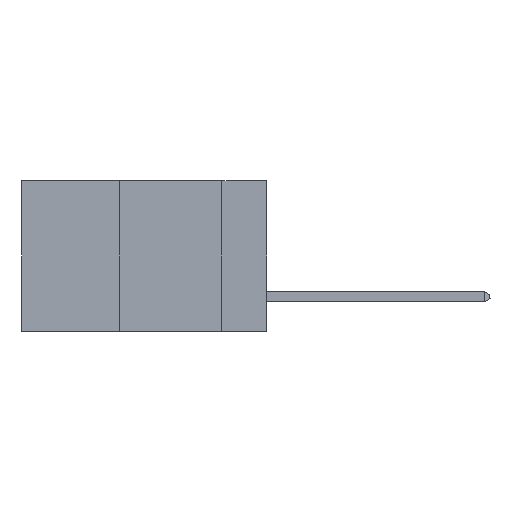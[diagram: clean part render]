
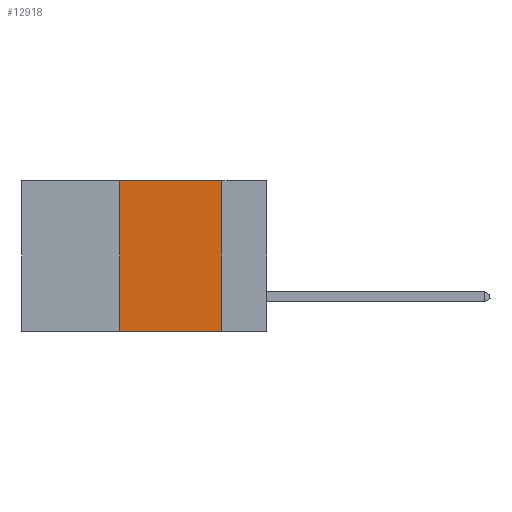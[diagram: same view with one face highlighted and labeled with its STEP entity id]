
A CAD part, left-side view. The second image highlights one B-rep face of the part: STEP entity #12918.
In plain terms, the highlighted planar face has unit normal (-1, 0, 0).
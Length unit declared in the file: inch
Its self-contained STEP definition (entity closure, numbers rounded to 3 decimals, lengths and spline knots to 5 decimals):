
#3 = CARTESIAN_POINT ( 'NONE',  ( 0., 0.36, 0. ) ) ;
#29 = CARTESIAN_POINT ( 'NONE',  ( 0., 0.6, 0. ) ) ;
#290 = DIRECTION ( 'NONE',  ( 0., -1., 0. ) ) ;
#429 = CARTESIAN_POINT ( 'NONE',  ( 0., 0.6, 0. ) ) ;
#813 = EDGE_CURVE ( 'NONE', #4418, #12221, #7159, .T. ) ;
#1712 = DIRECTION ( 'NONE',  ( 0., 0., -1. ) ) ;
#1863 = DIRECTION ( 'NONE',  ( 0., 0., -1. ) ) ;
#2239 = FACE_OUTER_BOUND ( 'NONE', #2849, .T. ) ;
#2538 = LINE ( 'NONE', #14556, #12191 ) ;
#2849 = EDGE_LOOP ( 'NONE', ( #7724, #3297, #13095, #13614 ) ) ;
#2975 = EDGE_CURVE ( 'NONE', #5937, #10468, #9668, .T. ) ;
#3175 = EDGE_CURVE ( 'NONE', #10468, #12221, #2538, .T. ) ;
#3297 = ORIENTED_EDGE ( 'NONE', *, *, #2975, .F. ) ;
#3841 = CARTESIAN_POINT ( 'NONE',  ( 0., 0.36, 0. ) ) ;
#4418 = VERTEX_POINT ( 'NONE', #15039 ) ;
#5937 = VERTEX_POINT ( 'NONE', #3841 ) ;
#5976 = VECTOR ( 'NONE', #10980, 39.37008 ) ;
#7159 = LINE ( 'NONE', #15909, #5976 ) ;
#7724 = ORIENTED_EDGE ( 'NONE', *, *, #3175, .F. ) ;
#8301 = EDGE_CURVE ( 'NONE', #4418, #5937, #13570, .T. ) ;
#8489 = VECTOR ( 'NONE', #290, 39.37008 ) ;
#9343 = CARTESIAN_POINT ( 'NONE',  ( 0., 0.11, -0.37 ) ) ;
#9668 = LINE ( 'NONE', #29, #8489 ) ;
#10468 = VERTEX_POINT ( 'NONE', #11731 ) ;
#10980 = DIRECTION ( 'NONE',  ( 0., -1., 0. ) ) ;
#10997 = AXIS2_PLACEMENT_3D ( 'NONE', #429, #15455, #1712 ) ;
#11156 = DIRECTION ( 'NONE',  ( 0., 0., 1. ) ) ;
#11731 = CARTESIAN_POINT ( 'NONE',  ( 0., 0.11, 0. ) ) ;
#12191 = VECTOR ( 'NONE', #1863, 39.37008 ) ;
#12221 = VERTEX_POINT ( 'NONE', #9343 ) ;
#12918 = ADVANCED_FACE ( 'NONE', ( #2239 ), #13134, .F. ) ;
#13095 = ORIENTED_EDGE ( 'NONE', *, *, #8301, .F. ) ;
#13134 = PLANE ( 'NONE',  #10997 ) ;
#13570 = LINE ( 'NONE', #3, #13956 ) ;
#13614 = ORIENTED_EDGE ( 'NONE', *, *, #813, .T. ) ;
#13956 = VECTOR ( 'NONE', #11156, 39.37008 ) ;
#14556 = CARTESIAN_POINT ( 'NONE',  ( 0., 0.11, 0. ) ) ;
#15039 = CARTESIAN_POINT ( 'NONE',  ( 0., 0.36, -0.37 ) ) ;
#15455 = DIRECTION ( 'NONE',  ( 1., 0., 0. ) ) ;
#15909 = CARTESIAN_POINT ( 'NONE',  ( 0., 0.6, -0.37 ) ) ;
